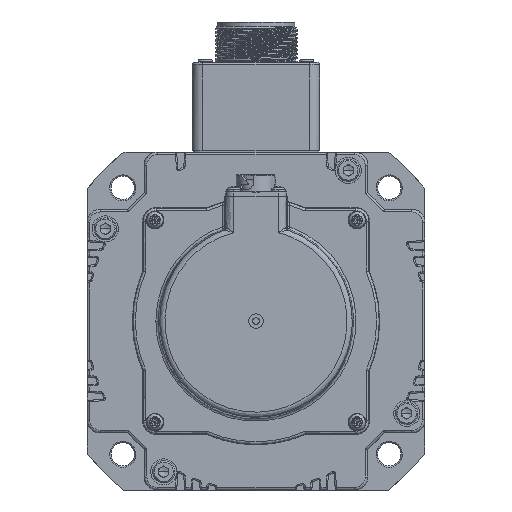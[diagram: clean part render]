
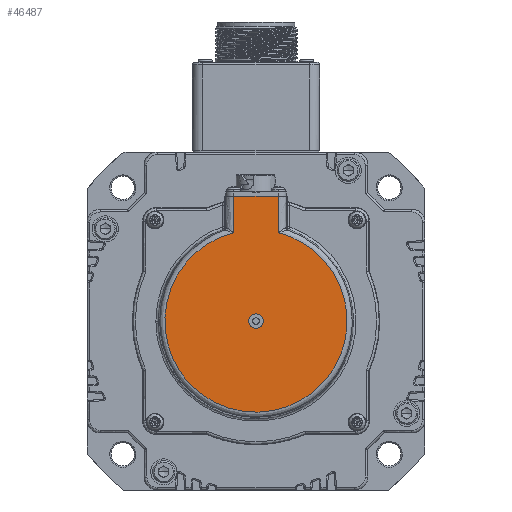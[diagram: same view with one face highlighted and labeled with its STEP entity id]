
A CAD part, front view. The second image highlights one B-rep face of the part: STEP entity #46487.
In plain terms, the highlighted free-form (B-spline) face has degree [1, 1] with [2, 2] control points.
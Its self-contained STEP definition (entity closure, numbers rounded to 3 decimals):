
#44586=CARTESIAN_POINT('',(235.383,-40.5,-17.));
#44587=VERTEX_POINT('',#44586);
#44594=CARTESIAN_POINT('',(252.617,-40.5,-17.));
#44595=VERTEX_POINT('',#44594);
#44596=CARTESIAN_POINT('',(235.383,-40.5,-17.));
#44597=CARTESIAN_POINT('',(252.617,-40.5,-17.));
#44598=B_SPLINE_CURVE_WITH_KNOTS('',1,(#44596,#44597),.POLYLINE_FORM.,.F.,.U.,(2,2),(0.,1.),.UNSPECIFIED.);
#44599=EDGE_CURVE('',#44587,#44595,#44598,.T.);
#46406=CARTESIAN_POINT('',(235.383,-40.5,-31.02));
#46407=VERTEX_POINT('',#46406);
#46429=CARTESIAN_POINT('',(235.383,-40.5,-31.02));
#46430=CARTESIAN_POINT('',(235.383,-40.5,-17.));
#46431=B_SPLINE_CURVE_WITH_KNOTS('',1,(#46429,#46430),.POLYLINE_FORM.,.F.,.U.,(2,2),(0.,1.),.UNSPECIFIED.);
#46432=EDGE_CURVE('',#46407,#44587,#46431,.T.);
#46439=CARTESIAN_POINT('',(189.654,-40.5,-4.182));
#46440=CARTESIAN_POINT('',(298.346,-40.5,-4.182));
#46441=CARTESIAN_POINT('',(189.654,-40.5,-112.874));
#46442=CARTESIAN_POINT('',(298.346,-40.5,-112.874));
#46443=B_SPLINE_SURFACE_WITH_KNOTS('',1,1,((#46439,#46440),(#46441,#46442)),.PLANE_SURF.,.F.,.F.,.U.,(2,2),(2,2),(0.,1.),(0.,1.),.UNSPECIFIED.);
#46444=CARTESIAN_POINT('',(252.617,-40.5,-31.02));
#46445=VERTEX_POINT('',#46444);
#46446=CARTESIAN_POINT('',(235.383,-40.5,-31.02));
#46447=CARTESIAN_POINT('',(186.389,-40.5,-43.445));
#46448=CARTESIAN_POINT('',(215.194,-40.5,-84.978));
#46449=CARTESIAN_POINT('',(244.,-40.5,-126.512));
#46450=CARTESIAN_POINT('',(272.806,-40.5,-84.978));
#46451=CARTESIAN_POINT('',(301.611,-40.5,-43.445));
#46452=CARTESIAN_POINT('',(252.617,-40.5,-31.02));
#46453=(BOUNDED_CURVE()B_SPLINE_CURVE(2,(#46446,#46447,#46448,#46449,#46450,#46451,#46452),.CIRCULAR_ARC.,.F.,.U.)B_SPLINE_CURVE_WITH_KNOTS((3,2,2,3),(0.,0.333,0.667,1.),.UNSPECIFIED.)CURVE()GEOMETRIC_REPRESENTATION_ITEM()RATIONAL_B_SPLINE_CURVE((1.,0.57,1.,0.57,1.,0.57,1.))REPRESENTATION_ITEM(''));
#46454=EDGE_CURVE('',#46407,#46445,#46453,.T.);
#46455=ORIENTED_EDGE('',*,*,#46454,.T.);
#46456=CARTESIAN_POINT('',(252.617,-40.5,-17.));
#46457=CARTESIAN_POINT('',(252.617,-40.5,-31.02));
#46458=B_SPLINE_CURVE_WITH_KNOTS('',1,(#46456,#46457),.POLYLINE_FORM.,.F.,.U.,(2,2),(0.,1.),.UNSPECIFIED.);
#46459=EDGE_CURVE('',#44595,#46445,#46458,.T.);
#46460=ORIENTED_EDGE('',*,*,#46459,.F.);
#46461=ORIENTED_EDGE('',*,*,#44599,.F.);
#46462=ORIENTED_EDGE('',*,*,#46432,.F.);
#46463=EDGE_LOOP('',(#46455,#46460,#46461,#46462));
#46464=FACE_OUTER_BOUND('',#46463,.T.);
#46465=CARTESIAN_POINT('',(244.,-40.5,-67.75));
#46466=VERTEX_POINT('',#46465);
#46467=CARTESIAN_POINT('',(244.,-40.5,-62.25));
#46468=VERTEX_POINT('',#46467);
#46469=CARTESIAN_POINT('',(244.,-40.5,-67.75));
#46470=CARTESIAN_POINT('',(246.75,-40.5,-67.75));
#46471=CARTESIAN_POINT('',(246.75,-40.5,-65.));
#46472=CARTESIAN_POINT('',(246.75,-40.5,-62.25));
#46473=CARTESIAN_POINT('',(244.,-40.5,-62.25));
#46474=(BOUNDED_CURVE()B_SPLINE_CURVE(2,(#46469,#46470,#46471,#46472,#46473),.CIRCULAR_ARC.,.F.,.U.)B_SPLINE_CURVE_WITH_KNOTS((3,2,3),(0.,0.5,1.),.UNSPECIFIED.)CURVE()GEOMETRIC_REPRESENTATION_ITEM()RATIONAL_B_SPLINE_CURVE((1.,0.707,1.,0.707,1.))REPRESENTATION_ITEM(''));
#46475=EDGE_CURVE('',#46466,#46468,#46474,.T.);
#46476=ORIENTED_EDGE('',*,*,#46475,.F.);
#46477=CARTESIAN_POINT('',(244.,-40.5,-62.25));
#46478=CARTESIAN_POINT('',(241.25,-40.5,-62.25));
#46479=CARTESIAN_POINT('',(241.25,-40.5,-65.));
#46480=CARTESIAN_POINT('',(241.25,-40.5,-67.75));
#46481=CARTESIAN_POINT('',(244.,-40.5,-67.75));
#46482=(BOUNDED_CURVE()B_SPLINE_CURVE(2,(#46477,#46478,#46479,#46480,#46481),.CIRCULAR_ARC.,.F.,.U.)B_SPLINE_CURVE_WITH_KNOTS((3,2,3),(0.,0.5,1.),.UNSPECIFIED.)CURVE()GEOMETRIC_REPRESENTATION_ITEM()RATIONAL_B_SPLINE_CURVE((1.,0.707,1.,0.707,1.))REPRESENTATION_ITEM(''));
#46483=EDGE_CURVE('',#46468,#46466,#46482,.T.);
#46484=ORIENTED_EDGE('',*,*,#46483,.F.);
#46485=EDGE_LOOP('',(#46476,#46484));
#46486=FACE_BOUND('',#46485,.T.);
#46487=ADVANCED_FACE('',(#46464,#46486),#46443,.T.);
